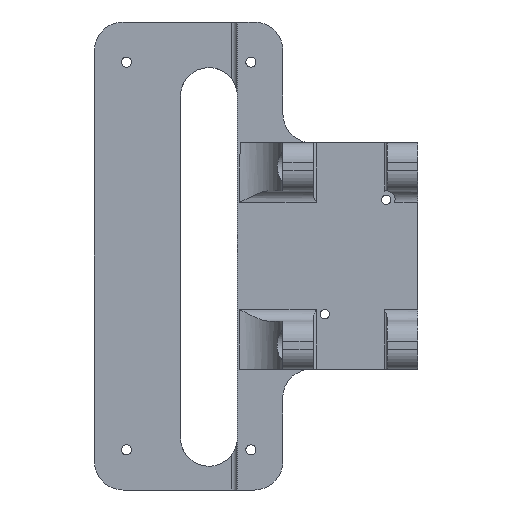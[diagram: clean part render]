
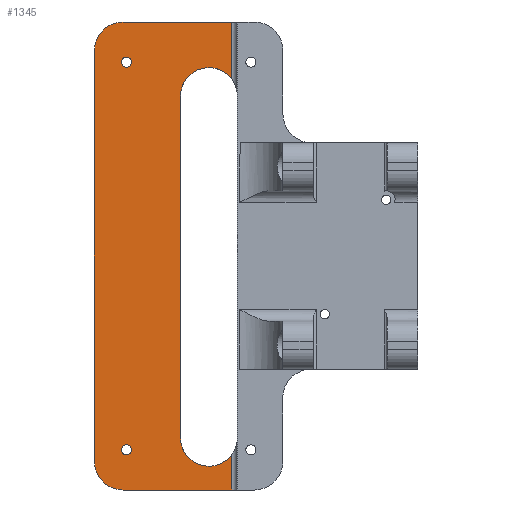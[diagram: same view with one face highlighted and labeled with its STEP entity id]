
A CAD part, front view. The second image highlights one B-rep face of the part: STEP entity #1345.
In plain terms, the highlighted planar face has unit normal (0, -1, 0).
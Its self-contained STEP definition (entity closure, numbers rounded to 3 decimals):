
#28=FACE_BOUND('',#149,.T.);
#29=FACE_BOUND('',#150,.T.);
#49=PLANE('',#1439);
#79=FACE_OUTER_BOUND('',#148,.T.);
#148=EDGE_LOOP('',(#905,#906,#907,#908,#909,#910,#911,#912,#913,#914));
#149=EDGE_LOOP('',(#915));
#150=EDGE_LOOP('',(#916));
#236=CIRCLE('',#1440,10.);
#237=CIRCLE('',#1441,10.);
#238=CIRCLE('',#1442,9.944);
#239=CIRCLE('',#1443,9.944);
#240=CIRCLE('',#1444,1.75);
#241=CIRCLE('',#1445,1.75);
#295=LINE('',#1989,#414);
#303=LINE('',#2013,#422);
#304=LINE('',#2017,#423);
#305=LINE('',#2021,#424);
#306=LINE('',#2024,#425);
#307=LINE('',#2028,#426);
#414=VECTOR('',#1581,10.);
#422=VECTOR('',#1593,10.);
#423=VECTOR('',#1598,10.);
#424=VECTOR('',#1601,10.);
#425=VECTOR('',#1604,10.);
#426=VECTOR('',#1607,10.);
#546=VERTEX_POINT('',#1977);
#549=VERTEX_POINT('',#1987);
#556=VERTEX_POINT('',#2005);
#557=VERTEX_POINT('',#2012);
#558=VERTEX_POINT('',#2016);
#559=VERTEX_POINT('',#2018);
#560=VERTEX_POINT('',#2020);
#561=VERTEX_POINT('',#2022);
#562=VERTEX_POINT('',#2025);
#563=VERTEX_POINT('',#2027);
#564=VERTEX_POINT('',#2030);
#565=VERTEX_POINT('',#2032);
#686=EDGE_CURVE('',#549,#546,#295,.T.);
#695=EDGE_CURVE('',#556,#557,#303,.T.);
#697=EDGE_CURVE('',#558,#549,#304,.T.);
#698=EDGE_CURVE('',#559,#558,#236,.T.);
#699=EDGE_CURVE('',#560,#559,#305,.T.);
#700=EDGE_CURVE('',#561,#560,#237,.T.);
#701=EDGE_CURVE('',#557,#561,#306,.T.);
#702=EDGE_CURVE('',#562,#556,#238,.T.);
#703=EDGE_CURVE('',#563,#562,#307,.T.);
#704=EDGE_CURVE('',#546,#563,#239,.T.);
#705=EDGE_CURVE('',#564,#564,#240,.T.);
#706=EDGE_CURVE('',#565,#565,#241,.T.);
#905=ORIENTED_EDGE('',*,*,#686,.F.);
#906=ORIENTED_EDGE('',*,*,#697,.F.);
#907=ORIENTED_EDGE('',*,*,#698,.F.);
#908=ORIENTED_EDGE('',*,*,#699,.F.);
#909=ORIENTED_EDGE('',*,*,#700,.F.);
#910=ORIENTED_EDGE('',*,*,#701,.F.);
#911=ORIENTED_EDGE('',*,*,#695,.F.);
#912=ORIENTED_EDGE('',*,*,#702,.F.);
#913=ORIENTED_EDGE('',*,*,#703,.F.);
#914=ORIENTED_EDGE('',*,*,#704,.F.);
#915=ORIENTED_EDGE('',*,*,#705,.F.);
#916=ORIENTED_EDGE('',*,*,#706,.F.);
#1345=ADVANCED_FACE('',(#79,#28,#29),#49,.F.);
#1439=AXIS2_PLACEMENT_3D('',#2015,#1596,#1597);
#1440=AXIS2_PLACEMENT_3D('',#2019,#1599,#1600);
#1441=AXIS2_PLACEMENT_3D('',#2023,#1602,#1603);
#1442=AXIS2_PLACEMENT_3D('',#2026,#1605,#1606);
#1443=AXIS2_PLACEMENT_3D('',#2029,#1608,#1609);
#1444=AXIS2_PLACEMENT_3D('',#2031,#1610,#1611);
#1445=AXIS2_PLACEMENT_3D('',#2033,#1612,#1613);
#1581=DIRECTION('',(0.,0.,-1.));
#1593=DIRECTION('',(0.,0.,-1.));
#1596=DIRECTION('center_axis',(0.,1.,0.));
#1597=DIRECTION('ref_axis',(0.,0.,1.));
#1598=DIRECTION('',(1.,0.,0.));
#1599=DIRECTION('center_axis',(0.,1.,0.));
#1600=DIRECTION('ref_axis',(-0.707,0.,0.707));
#1601=DIRECTION('',(0.,0.,1.));
#1602=DIRECTION('center_axis',(0.,1.,0.));
#1603=DIRECTION('ref_axis',(-0.707,0.,-0.707));
#1604=DIRECTION('',(-1.,0.,0.));
#1605=DIRECTION('center_axis',(0.,-1.,0.));
#1606=DIRECTION('ref_axis',(-1.,0.,0.));
#1607=DIRECTION('',(0.,0.,-1.));
#1608=DIRECTION('center_axis',(0.,-1.,0.));
#1609=DIRECTION('ref_axis',(1.,0.,0.));
#1610=DIRECTION('center_axis',(0.,-1.,0.));
#1611=DIRECTION('ref_axis',(1.,0.,0.));
#1612=DIRECTION('center_axis',(0.,-1.,0.));
#1613=DIRECTION('ref_axis',(1.,0.,0.));
#1977=CARTESIAN_POINT('',(15.005,-6.,61.893));
#1987=CARTESIAN_POINT('',(15.005,-6.,81.798));
#1989=CARTESIAN_POINT('',(15.005,-6.,-12.943));
#2005=CARTESIAN_POINT('',(15.005,-6.,-69.53));
#2012=CARTESIAN_POINT('',(15.005,-6.,-81.798));
#2013=CARTESIAN_POINT('',(15.005,-6.,-12.943));
#2015=CARTESIAN_POINT('Origin',(-32.948,-6.,-81.798));
#2016=CARTESIAN_POINT('',(-22.948,-6.,81.798));
#2017=CARTESIAN_POINT('',(0.,-6.,81.798));
#2018=CARTESIAN_POINT('',(-32.948,-6.,71.798));
#2019=CARTESIAN_POINT('Origin',(-22.948,-6.,71.798));
#2020=CARTESIAN_POINT('',(-32.948,-6.,-71.798));
#2021=CARTESIAN_POINT('',(-32.948,-6.,0.));
#2022=CARTESIAN_POINT('',(-22.948,-6.,-81.798));
#2023=CARTESIAN_POINT('Origin',(-22.948,-6.,-71.798));
#2024=CARTESIAN_POINT('',(-32.948,-6.,-81.798));
#2025=CARTESIAN_POINT('',(-2.883,-6.,-63.548));
#2026=CARTESIAN_POINT('Origin',(7.061,-6.,-63.548));
#2027=CARTESIAN_POINT('',(-2.883,-6.,55.911));
#2028=CARTESIAN_POINT('',(-2.883,-6.,-72.673));
#2029=CARTESIAN_POINT('Origin',(7.061,-6.,55.911));
#2030=CARTESIAN_POINT('',(-23.5,-6.,-67.75));
#2031=CARTESIAN_POINT('Origin',(-21.75,-6.,-67.75));
#2032=CARTESIAN_POINT('',(-23.5,-6.,67.75));
#2033=CARTESIAN_POINT('Origin',(-21.75,-6.,67.75));
